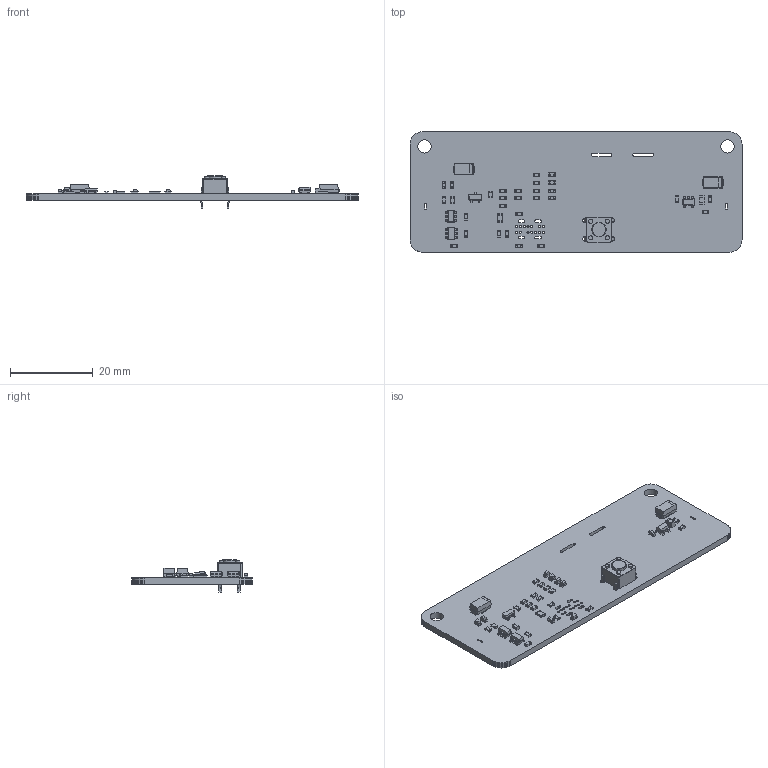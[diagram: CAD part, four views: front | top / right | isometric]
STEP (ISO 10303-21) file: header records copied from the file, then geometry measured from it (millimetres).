
FILE_DESCRIPTION(('KiCad electronic assembly'),'2;1');
FILE_NAME('smoke_extractorV1_1.step','2024-02-18T19:55:21',('Pcbnew'),( 'Kicad'),'Open CASCADE STEP processor 7.7','KiCad to STEP converter' ,'Unknown');
FILE_SCHEMA(('AUTOMOTIVE_DESIGN { 1 0 10303 214 1 1 1 1 }'));
Length unit declared in the file: millimetre
Products named in the file (24): smoke_extractorV1_1 1; D_SMA; SOLID; R_0603_1608Metric; C_0805_2012Metric; LED_0603_1608Metric; C_0603_1608Metric; SOT-23-5; SOT-23-6; SOT-23; R_0805_2012Metric; SW_PUSH_6mm; Fuse_0603_1608Metric; smoke_extractorV1_1 PCB
Assembly tree (50 placements, depth 3):
  smoke_extractorV1_1 1
    D_SMA  x2
      SOLID
    R_0603_1608Metric  x18
      SOLID
    C_0805_2012Metric
      SOLID
    LED_0603_1608Metric  x7
      SOLID
    C_0603_1608Metric  x3
      SOLID
    SOT-23-5
      SOLID
    SOT-23-6  x2
      SOLID
    SOT-23
      SOLID
    R_0805_2012Metric
      SOLID
    SW_PUSH_6mm
      SOLID
    Fuse_0603_1608Metric
      SOLID
    smoke_extractorV1_1 PCB
Bounding box: 80 x 29.03 x 7.8 mm (x, y, z)
Volume: 3841.6 mm3; surface area: 5663.5 mm2
Topology: 39 solids, 39 shells, 1848 faces, 4893 edges, 3145 vertices
Faces by surface type: plane 1298, cylinder 413, bspline 136, torus 1
Full cylindrical faces by diameter (mm): 0.5 x14, 1 x4, 1.1 x4, 3.2 x2, 3.5 x1
Entity records: 63572 total; most frequent: CARTESIAN_POINT 11400, DIRECTION 8650, LINE 6111, VECTOR 6111, ORIENTED_EDGE 4742, PCURVE 4742, DEFINITIONAL_REPRESENTATION 4742, EDGE_CURVE 2371
